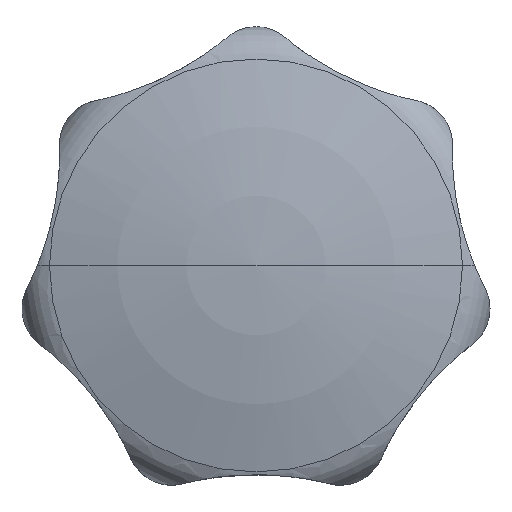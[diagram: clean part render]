
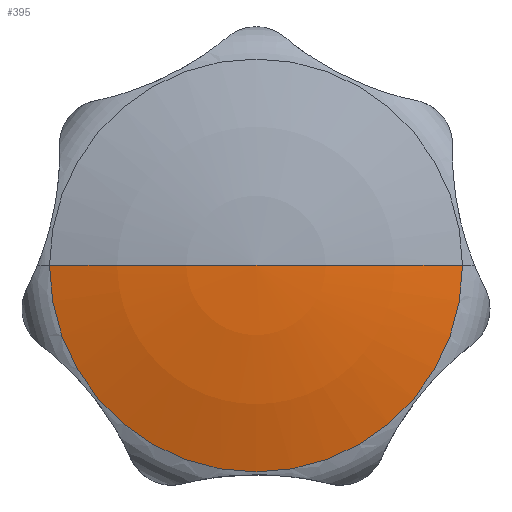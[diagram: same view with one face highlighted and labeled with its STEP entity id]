
A CAD part, top view. The second image highlights one B-rep face of the part: STEP entity #395.
In plain terms, the highlighted spherical face has radius 50 mm.
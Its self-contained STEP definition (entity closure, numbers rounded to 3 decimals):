
#209=VERTEX_POINT('',#591);
#313=VERTEX_POINT('',#711);
#345=EDGE_CURVE('',#209,#441,#747,.T.);
#379=EDGE_CURVE('',#209,#313,#784,.T.);
#395=ADVANCED_FACE('',(#802),#803,.T.);
#441=VERTEX_POINT('',#851);
#555=EDGE_CURVE('',#313,#441,#969,.T.);
#591=CARTESIAN_POINT('',(-13.83,0.,18.049));
#711=CARTESIAN_POINT('',(0.,0.,20.0));
#747=CIRCLE('',#1310,13.83);
#784=CIRCLE('',#1380,50.);
#802=FACE_OUTER_BOUND('',#1423,.T.);
#803=SPHERICAL_SURFACE('',#1424,50.);
#851=CARTESIAN_POINT('',(13.83,0.,18.049));
#969=CIRCLE('',#1903,50.);
#1310=AXIS2_PLACEMENT_3D('',#2170,#2171,#2172);
#1380=AXIS2_PLACEMENT_3D('',#2209,#2210,#2211);
#1423=EDGE_LOOP('',(#2224,#2225,#2226));
#1424=AXIS2_PLACEMENT_3D('',#2227,#2228,#2229);
#1903=AXIS2_PLACEMENT_3D('',#2324,#2325,#2326);
#2170=CARTESIAN_POINT('',(0.,0.,18.049));
#2171=DIRECTION('',(0.,0.,1.0));
#2172=DIRECTION('',(1.0,0.,0.));
#2209=CARTESIAN_POINT('',(0.,0.,-30.));
#2210=DIRECTION('',(0.,1.0,0.));
#2211=DIRECTION('',(0.0,0.,-1.0));
#2224=ORIENTED_EDGE('',*,*,#379,.F.);
#2225=ORIENTED_EDGE('',*,*,#345,.T.);
#2226=ORIENTED_EDGE('',*,*,#555,.F.);
#2227=CARTESIAN_POINT('',(0.,0.,-30.));
#2228=DIRECTION('',(0.,0.,1.0));
#2229=DIRECTION('',(-1.0,0.,0.0));
#2324=CARTESIAN_POINT('',(0.,0.,-30.));
#2325=DIRECTION('',(0.,1.0,0.));
#2326=DIRECTION('',(0.0,0.,-1.0));
